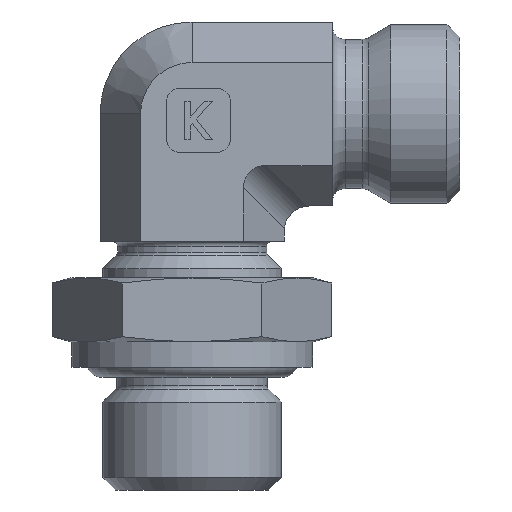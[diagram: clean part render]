
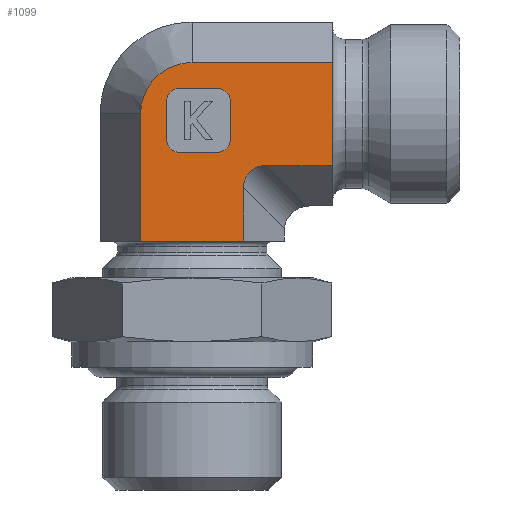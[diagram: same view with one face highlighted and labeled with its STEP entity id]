
A CAD part, left-side view. The second image highlights one B-rep face of the part: STEP entity #1099.
In plain terms, the highlighted planar face has unit normal (-1, 0, 0).
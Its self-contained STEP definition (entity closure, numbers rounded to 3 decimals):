
#506=CARTESIAN_POINT('',(-25.121,4.106,2.));
#507=VERTEX_POINT('',#506);
#514=CARTESIAN_POINT('',(-25.121,12.189,2.));
#515=VERTEX_POINT('',#514);
#516=CARTESIAN_POINT('',(-25.121,12.189,2.));
#517=DIRECTION('',(0.0,-1.0,0.0));
#518=VECTOR('',#517,8.083);
#519=LINE('',#516,#518);
#520=EDGE_CURVE('',#515,#507,#519,.T.);
#573=CARTESIAN_POINT('',(-25.121,4.106,6.226));
#574=VERTEX_POINT('',#573);
#581=CARTESIAN_POINT('',(-25.121,4.106,2.));
#582=DIRECTION('',(0.0,0.0,1.0));
#583=VECTOR('',#582,4.226);
#584=LINE('',#581,#583);
#585=EDGE_CURVE('',#507,#574,#584,.T.);
#920=CARTESIAN_POINT('',(-25.121,-2.852,7.959));
#921=VERTEX_POINT('',#920);
#922=CARTESIAN_POINT('',(-25.121,-2.852,16.041));
#923=VERTEX_POINT('',#922);
#924=CARTESIAN_POINT('',(-25.121,-2.852,7.959));
#925=DIRECTION('',(0.0,0.0,1.0));
#926=VECTOR('',#925,8.083);
#927=LINE('',#924,#926);
#928=EDGE_CURVE('',#921,#923,#927,.T.);
#981=CARTESIAN_POINT('',(-25.121,4.106,0.0));
#982=DIRECTION('',(-1.0,0.0,0.0));
#983=DIRECTION('',(0.0,0.0,1.0));
#984=AXIS2_PLACEMENT_3D('',#981,#982,#983);
#985=PLANE('',#984);
#986=ORIENTED_EDGE('',*,*,#520,.T.);
#987=ORIENTED_EDGE('',*,*,#585,.T.);
#988=CARTESIAN_POINT('',(-25.121,2.374,7.959));
#989=VERTEX_POINT('',#988);
#990=CARTESIAN_POINT('',(-25.121,1.797,5.649));
#991=DIRECTION('',(-1.0,0.0,0.0));
#992=DIRECTION('',(0.0,0.707,0.707));
#993=AXIS2_PLACEMENT_3D('',#990,#991,#992);
#994=ELLIPSE('',#993,2.582,2.0);
#995=EDGE_CURVE('',#989,#574,#994,.T.);
#996=ORIENTED_EDGE('',*,*,#995,.F.);
#997=CARTESIAN_POINT('',(-25.121,2.374,7.959));
#998=DIRECTION('',(0.0,-1.0,0.0));
#999=VECTOR('',#998,5.226);
#1000=LINE('',#997,#999);
#1001=EDGE_CURVE('',#989,#921,#1000,.T.);
#1002=ORIENTED_EDGE('',*,*,#1001,.T.);
#1003=ORIENTED_EDGE('',*,*,#928,.T.);
#1004=CARTESIAN_POINT('',(-25.121,8.148,16.041));
#1005=VERTEX_POINT('',#1004);
#1006=CARTESIAN_POINT('',(-25.121,8.148,16.041));
#1007=DIRECTION('',(0.0,-1.0,0.0));
#1008=VECTOR('',#1007,11.0);
#1009=LINE('',#1006,#1008);
#1010=EDGE_CURVE('',#1005,#923,#1009,.T.);
#1011=ORIENTED_EDGE('',*,*,#1010,.F.);
#1012=CARTESIAN_POINT('',(-25.121,12.189,12.));
#1013=VERTEX_POINT('',#1012);
#1014=CARTESIAN_POINT('',(-25.121,8.148,12.));
#1015=DIRECTION('',(-1.0,0.0,0.0));
#1016=DIRECTION('',(0.0,0.0,1.0));
#1017=AXIS2_PLACEMENT_3D('',#1014,#1015,#1016);
#1018=CIRCLE('',#1017,4.041);
#1019=EDGE_CURVE('',#1005,#1013,#1018,.T.);
#1020=ORIENTED_EDGE('',*,*,#1019,.T.);
#1021=CARTESIAN_POINT('',(-25.121,12.189,2.));
#1022=DIRECTION('',(0.0,0.0,1.0));
#1023=VECTOR('',#1022,10.);
#1024=LINE('',#1021,#1023);
#1025=EDGE_CURVE('',#515,#1013,#1024,.T.);
#1026=ORIENTED_EDGE('',*,*,#1025,.F.);
#1027=EDGE_LOOP('',(#986,#987,#996,#1002,#1003,#1011,#1020,#1026));
#1028=FACE_OUTER_BOUND('',#1027,.T.);
#1029=CARTESIAN_POINT('',(-25.121,6.148,9.));
#1030=VERTEX_POINT('',#1029);
#1031=CARTESIAN_POINT('',(-25.121,9.148,9.));
#1032=VERTEX_POINT('',#1031);
#1033=CARTESIAN_POINT('',(-25.121,6.148,9.));
#1034=DIRECTION('',(0.0,1.0,0.0));
#1035=VECTOR('',#1034,3.0);
#1036=LINE('',#1033,#1035);
#1037=EDGE_CURVE('',#1030,#1032,#1036,.T.);
#1038=ORIENTED_EDGE('',*,*,#1037,.T.);
#1039=CARTESIAN_POINT('',(-25.121,10.148,10.));
#1040=VERTEX_POINT('',#1039);
#1041=CARTESIAN_POINT('',(-25.121,9.148,10.));
#1042=DIRECTION('',(-1.0,0.0,0.0));
#1043=DIRECTION('',(0.0,0.707,-0.707));
#1044=AXIS2_PLACEMENT_3D('',#1041,#1042,#1043);
#1045=CIRCLE('',#1044,1.0);
#1046=EDGE_CURVE('',#1040,#1032,#1045,.T.);
#1047=ORIENTED_EDGE('',*,*,#1046,.F.);
#1048=CARTESIAN_POINT('',(-25.121,10.148,13.));
#1049=VERTEX_POINT('',#1048);
#1050=CARTESIAN_POINT('',(-25.121,10.148,10.));
#1051=DIRECTION('',(0.0,0.0,1.0));
#1052=VECTOR('',#1051,3.0);
#1053=LINE('',#1050,#1052);
#1054=EDGE_CURVE('',#1040,#1049,#1053,.T.);
#1055=ORIENTED_EDGE('',*,*,#1054,.T.);
#1056=CARTESIAN_POINT('',(-25.121,9.148,14.));
#1057=VERTEX_POINT('',#1056);
#1058=CARTESIAN_POINT('',(-25.121,9.148,13.));
#1059=DIRECTION('',(-1.0,0.0,0.0));
#1060=DIRECTION('',(0.0,0.707,0.707));
#1061=AXIS2_PLACEMENT_3D('',#1058,#1059,#1060);
#1062=CIRCLE('',#1061,1.0);
#1063=EDGE_CURVE('',#1057,#1049,#1062,.T.);
#1064=ORIENTED_EDGE('',*,*,#1063,.F.);
#1065=CARTESIAN_POINT('',(-25.121,6.148,14.));
#1066=VERTEX_POINT('',#1065);
#1067=CARTESIAN_POINT('',(-25.121,9.148,14.));
#1068=DIRECTION('',(0.0,-1.0,0.0));
#1069=VECTOR('',#1068,3.);
#1070=LINE('',#1067,#1069);
#1071=EDGE_CURVE('',#1057,#1066,#1070,.T.);
#1072=ORIENTED_EDGE('',*,*,#1071,.T.);
#1073=CARTESIAN_POINT('',(-25.121,5.148,13.));
#1074=VERTEX_POINT('',#1073);
#1075=CARTESIAN_POINT('',(-25.121,6.148,13.));
#1076=DIRECTION('',(-1.0,0.0,0.0));
#1077=DIRECTION('',(0.0,-0.707,0.707));
#1078=AXIS2_PLACEMENT_3D('',#1075,#1076,#1077);
#1079=CIRCLE('',#1078,1.0);
#1080=EDGE_CURVE('',#1074,#1066,#1079,.T.);
#1081=ORIENTED_EDGE('',*,*,#1080,.F.);
#1082=CARTESIAN_POINT('',(-25.121,5.148,10.));
#1083=VERTEX_POINT('',#1082);
#1084=CARTESIAN_POINT('',(-25.121,5.148,13.));
#1085=DIRECTION('',(0.0,0.0,-1.0));
#1086=VECTOR('',#1085,3.);
#1087=LINE('',#1084,#1086);
#1088=EDGE_CURVE('',#1074,#1083,#1087,.T.);
#1089=ORIENTED_EDGE('',*,*,#1088,.T.);
#1090=CARTESIAN_POINT('',(-25.121,6.148,10.));
#1091=DIRECTION('',(-1.0,0.0,0.0));
#1092=DIRECTION('',(0.0,-0.707,-0.707));
#1093=AXIS2_PLACEMENT_3D('',#1090,#1091,#1092);
#1094=CIRCLE('',#1093,1.0);
#1095=EDGE_CURVE('',#1030,#1083,#1094,.T.);
#1096=ORIENTED_EDGE('',*,*,#1095,.F.);
#1097=EDGE_LOOP('',(#1038,#1047,#1055,#1064,#1072,#1081,#1089,#1096));
#1098=FACE_BOUND('',#1097,.T.);
#1099=ADVANCED_FACE('',(#1028,#1098),#985,.T.);
